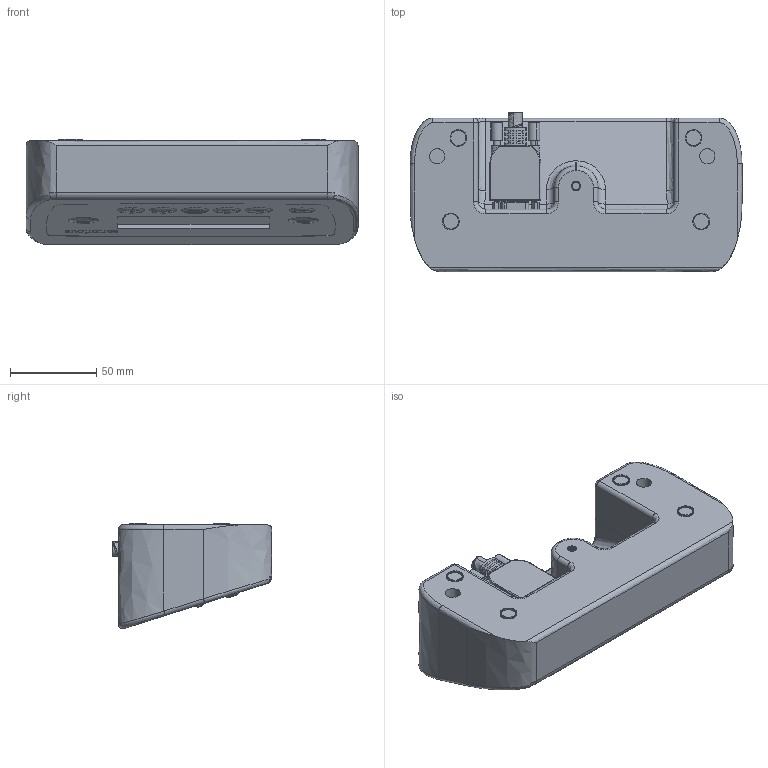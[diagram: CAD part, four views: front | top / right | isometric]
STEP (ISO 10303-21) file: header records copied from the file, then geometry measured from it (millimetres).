
FILE_DESCRIPTION(('FreeCAD Model'),'2;1');
FILE_NAME('Open CASCADE Shape Model','2025-04-29T07:17:01',('FreeCAD'),( 'FreeCAD'),'Open CASCADE STEP processor 7.6','FreeCAD','Unknown');
FILE_SCHEMA(('AUTOMOTIVE_DESIGN { 1 0 10303 214 1 1 1 1 }'));
Products named in the file (1): Open CASCADE STEP translator 7.6 1
Bounding box: 192.28 x 92.4 x 60.94 mm (x, y, z)
Volume: 588623.4 mm3; surface area: 75841.8 mm2
Topology: 8 solids, 8 shells, 1278 faces, 3347 edges, 2172 vertices
Faces by surface type: bspline 1278
Entity records: 66255 total; most frequent: CARTESIAN_POINT 46517, ORIENTED_EDGE 6678, EDGE_CURVE 3339, B_SPLINE_CURVE_WITH_KNOTS 2554, VERTEX_POINT 2172, FACE_BOUND 1415, EDGE_LOOP 1415, ADVANCED_FACE 1278
